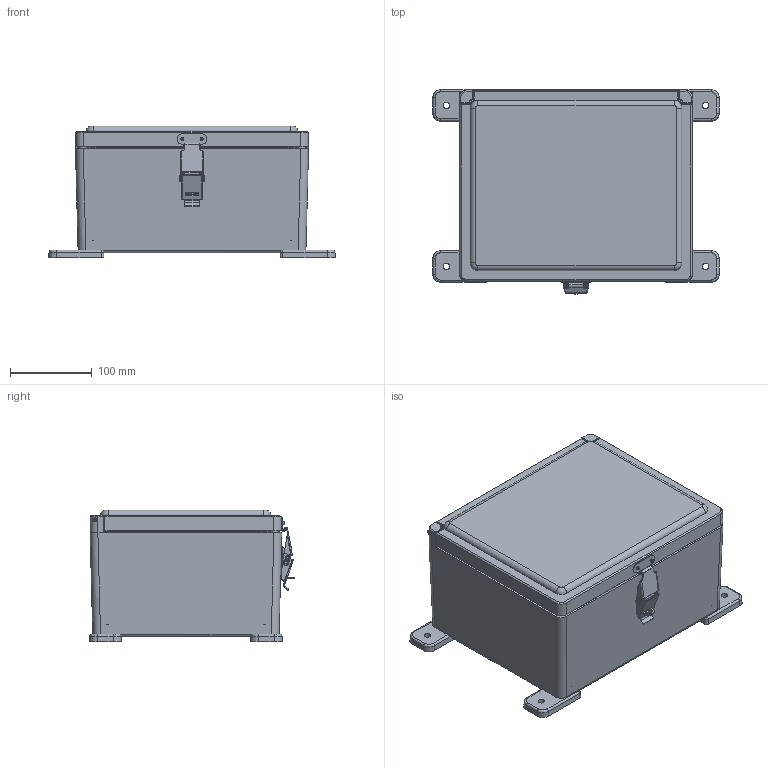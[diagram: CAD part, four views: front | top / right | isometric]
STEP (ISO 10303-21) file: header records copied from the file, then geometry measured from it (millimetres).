
FILE_DESCRIPTION (( 'STEP AP214' ), '1' );
FILE_NAME ('CE1109HPL.STEP', '2018-11-08T21:40:37', ( '' ), ( '' ), 'SwSTEP 2.0', 'SolidWorks 2018', '' );
FILE_SCHEMA (( 'AUTOMOTIVE_DESIGN' ));
Length unit declared in the file: inch
Products named in the file (1): CE1109HPL
Bounding box: 350.34 x 250.75 x 161.13 mm (x, y, z)
Volume: 1444540.3 mm3; surface area: 667654.5 mm2
Topology: 36 solids, 38 shells, 1588 faces, 3848 edges, 2380 vertices
Faces by surface type: plane 690, cylinder 497, bspline 222, cone 171, torus 8
Full cylindrical faces by diameter (mm): 2.438 x2, 2.64 x4, 2.896 x2, 3.048 x1, 3.175 x6, 3.226 x2, 3.3 x2, 3.302 x2, 3.429 x9, 3.556 x4, 3.969 x4, 4.039 x6, 4.306 x2, 4.623 x4, 4.7 x1, 4.763 x4, 5.08 x4, 5.556 x2, 5.808 x4, 5.84 x2, 6.858 x6, 7.1 x2, 7.144 x6, 7.6 x1, 7.62 x2, 7.937 x4, 7.95 x4, 8.255 x2, 8.738 x4, 9.525 x3
Entity records: 75315 total; most frequent: CARTESIAN_POINT 18938, ORIENTED_EDGE 7298, DIRECTION 7032, EDGE_CURVE 3649, AXIS2_PLACEMENT_3D 2558, VERTEX_POINT 2333, LINE 1916, VECTOR 1916
